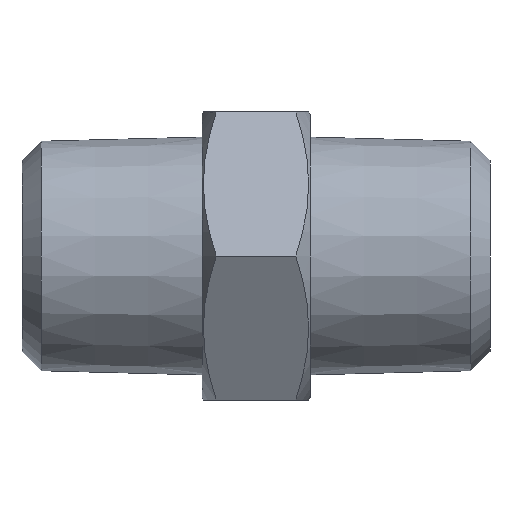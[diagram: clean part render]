
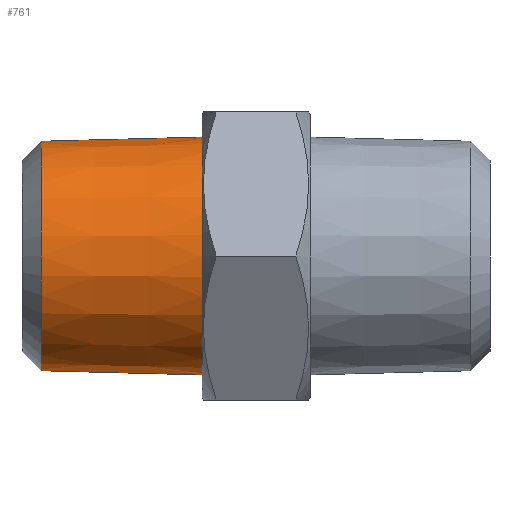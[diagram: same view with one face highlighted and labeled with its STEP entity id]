
A CAD part, left-side view. The second image highlights one B-rep face of the part: STEP entity #761.
In plain terms, the highlighted conical face has half-angle 1.47 degrees and reference radius 4.954 mm.
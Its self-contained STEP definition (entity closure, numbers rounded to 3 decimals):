
#310 = DIRECTION ( 'NONE',  ( 0., -1., 0. ) ) ;
#311 = AXIS2_PLACEMENT_3D ( 'NONE', #335, #310, #320 ) ;
#315 = LINE ( 'NONE', #319, #316 ) ;
#316 = VECTOR ( 'NONE', #330, 1000. ) ;
#318 = CIRCLE ( 'NONE', #311, 4.782 ) ;
#319 = CARTESIAN_POINT ( 'NONE',  ( 0., 2.25, -4.954 ) ) ;
#320 = DIRECTION ( 'NONE',  ( 0., 0., -1. ) ) ;
#321 = CARTESIAN_POINT ( 'NONE',  ( 0., 2.25, -4.954 ) ) ;
#330 = DIRECTION ( 'NONE',  ( 0., -1., -0.026 ) ) ;
#331 = CARTESIAN_POINT ( 'NONE',  ( 0., 8.95, -4.782 ) ) ;
#335 = CARTESIAN_POINT ( 'NONE',  ( 0., 8.95, 0. ) ) ;
#337 = CARTESIAN_POINT ( 'NONE',  ( 0., 8.95, 4.782 ) ) ;
#358 = FACE_OUTER_BOUND ( 'NONE', #762, .T. ) ;
#360 = DIRECTION ( 'NONE',  ( 0., 0., 1. ) ) ;
#362 = DIRECTION ( 'NONE',  ( 0., -1., 0. ) ) ;
#363 = CARTESIAN_POINT ( 'NONE',  ( 0., 2.25, 0. ) ) ;
#376 = AXIS2_PLACEMENT_3D ( 'NONE', #363, #362, #360 ) ;
#379 = CONICAL_SURFACE ( 'NONE', #376, 4.954, 0.026 ) ;
#596 = DIRECTION ( 'NONE',  ( 0., 0., -1. ) ) ;
#598 = ORIENTED_EDGE ( 'NONE', *, *, #613, .F. ) ;
#599 = EDGE_CURVE ( 'NONE', #601, #732, #707, .T. ) ;
#601 = VERTEX_POINT ( 'NONE', #780 ) ;
#613 = EDGE_CURVE ( 'NONE', #733, #601, #771, .T. ) ;
#704 = DIRECTION ( 'NONE',  ( 0., -1., 0. ) ) ;
#705 = CARTESIAN_POINT ( 'NONE',  ( 0., 2.25, 0. ) ) ;
#706 = AXIS2_PLACEMENT_3D ( 'NONE', #705, #704, #596 ) ;
#707 = CIRCLE ( 'NONE', #706, 4.954 ) ;
#725 = ORIENTED_EDGE ( 'NONE', *, *, #727, .T. ) ;
#727 = EDGE_CURVE ( 'NONE', #734, #732, #315, .T. ) ;
#732 = VERTEX_POINT ( 'NONE', #321 ) ;
#733 = VERTEX_POINT ( 'NONE', #337 ) ;
#734 = VERTEX_POINT ( 'NONE', #331 ) ;
#740 = ORIENTED_EDGE ( 'NONE', *, *, #741, .T. ) ;
#741 = EDGE_CURVE ( 'NONE', #733, #734, #318, .T. ) ;
#745 = ORIENTED_EDGE ( 'NONE', *, *, #599, .F. ) ;
#761 = ADVANCED_FACE ( 'NONE', ( #358 ), #379, .T. ) ;
#762 = EDGE_LOOP ( 'NONE', ( #740, #725, #745, #598 ) ) ;
#765 = DIRECTION ( 'NONE',  ( 0., -1., 0.026 ) ) ;
#769 = VECTOR ( 'NONE', #765, 1000. ) ;
#770 = CARTESIAN_POINT ( 'NONE',  ( 0., 2.25, 4.954 ) ) ;
#771 = LINE ( 'NONE', #770, #769 ) ;
#780 = CARTESIAN_POINT ( 'NONE',  ( 0., 2.25, 4.954 ) ) ;
